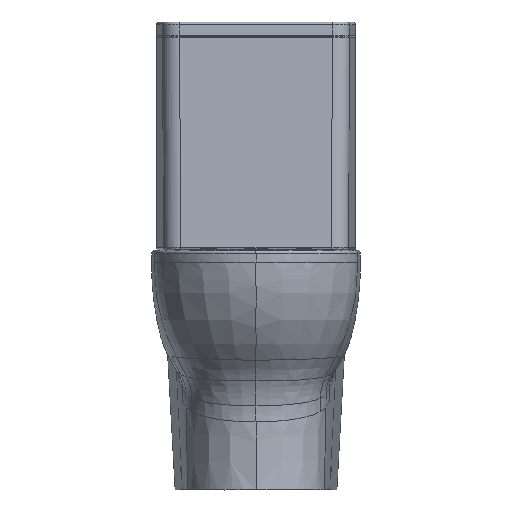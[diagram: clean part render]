
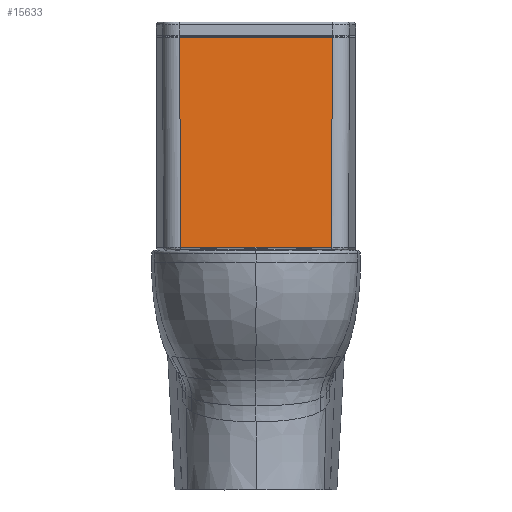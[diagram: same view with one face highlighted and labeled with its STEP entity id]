
A CAD part, left-side view. The second image highlights one B-rep face of the part: STEP entity #15633.
In plain terms, the highlighted face is planar.
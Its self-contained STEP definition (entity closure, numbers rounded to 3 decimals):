
#14196=CARTESIAN_POINT('',(373.605,-134.041,
-153.875));
#14210=DIRECTION('',(0.,1.,0.));
#14211=VECTOR('',#14210,268.083);
#14212=CARTESIAN_POINT('',(373.605,-134.041,
-153.875));
#14213=LINE('',#14212,#14211);
#14214=DIRECTION('',(-0.998,-0.006,-0.07));
#14215=VECTOR('',#14214,369.162);
#14216=CARTESIAN_POINT('',(373.605,134.041,
-153.875));
#14217=LINE('',#14216,#14215);
#14218=DIRECTION('',(0.,-1.,0.));
#14219=VECTOR('',#14218,263.577);
#14220=CARTESIAN_POINT('',(5.349,131.788,
-179.626));
#14221=LINE('',#14220,#14219);
#14222=DIRECTION('',(-0.998,0.006,-0.07));
#14223=VECTOR('',#14222,369.162);
#14224=CARTESIAN_POINT('',(373.605,-134.041,
-153.875));
#14225=LINE('',#14224,#14223);
#14274=CARTESIAN_POINT('',(5.349,131.788,
-179.626));
#14275=CARTESIAN_POINT('',(5.349,-131.788,
-179.626));
#14276=VERTEX_POINT('',#14274);
#14277=VERTEX_POINT('',#14275);
#14395=VERTEX_POINT('',#14196);
#14398=CARTESIAN_POINT('',(373.605,134.041,
-153.875));
#14399=VERTEX_POINT('',#14398);
#15621=CARTESIAN_POINT('',(0.,-182.523,-180.));
#15622=DIRECTION('',(0.07,0.,-0.998));
#15623=DIRECTION('',(0.,-1.,0.));
#15624=AXIS2_PLACEMENT_3D('',#15621,#15622,#15623);
#15625=PLANE('',#15624);
#15626=ORIENTED_EDGE('',*,*,#15334,.T.);
#15628=ORIENTED_EDGE('',*,*,#15627,.T.);
#15629=ORIENTED_EDGE('',*,*,#15496,.T.);
#15630=ORIENTED_EDGE('',*,*,#15614,.F.);
#15631=EDGE_LOOP('',(#15626,#15628,#15629,#15630));
#15632=FACE_OUTER_BOUND('',#15631,.F.);
#15633=ADVANCED_FACE('',(#15632),#15625,.T.);
#15334=EDGE_CURVE('',#14395,#14399,#14213,.T.);
#15496=EDGE_CURVE('',#14276,#14277,#14221,.T.);
#15614=EDGE_CURVE('',#14395,#14277,#14225,.T.);
#15627=EDGE_CURVE('',#14399,#14276,#14217,.T.);
